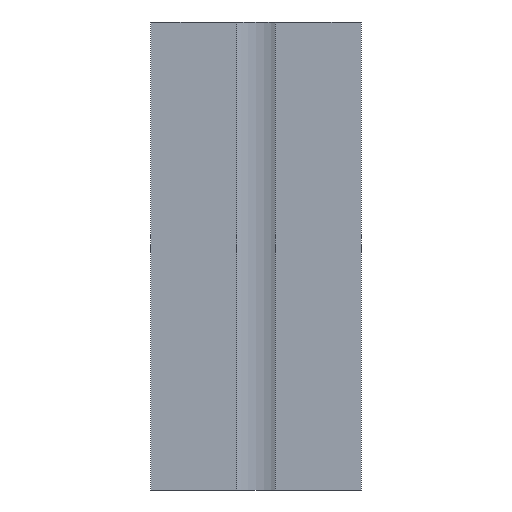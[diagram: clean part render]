
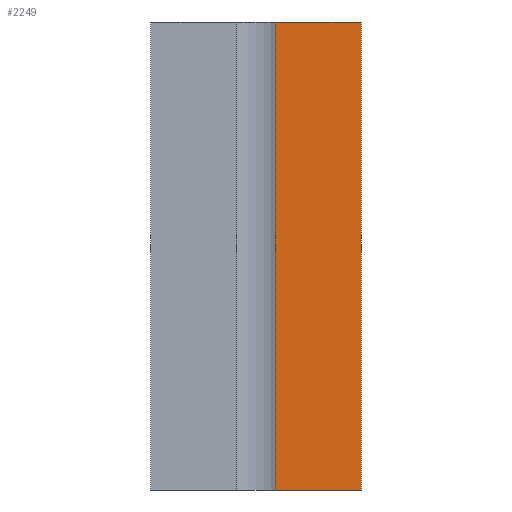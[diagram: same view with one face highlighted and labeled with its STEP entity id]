
A CAD part, front view. The second image highlights one B-rep face of the part: STEP entity #2249.
In plain terms, the highlighted planar face has unit normal (0, -1, 0).
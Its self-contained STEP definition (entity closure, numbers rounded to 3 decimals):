
#2193=CARTESIAN_POINT('',(35.828,3.694,100.0));
#2194=VERTEX_POINT('',#2193);
#2201=CARTESIAN_POINT('',(35.828,3.694,0.0));
#2202=VERTEX_POINT('',#2201);
#2203=CARTESIAN_POINT('',(35.828,3.694,0.0));
#2204=DIRECTION('',(0.0,0.0,1.0));
#2205=VECTOR('',#2204,100.0);
#2206=LINE('',#2203,#2205);
#2207=EDGE_CURVE('',#2202,#2194,#2206,.T.);
#2219=CARTESIAN_POINT('',(35.828,3.694,0.0));
#2220=DIRECTION('',(0.0,-1.0,0.0));
#2221=DIRECTION('',(0.0,0.0,-1.0));
#2222=AXIS2_PLACEMENT_3D('',#2219,#2220,#2221);
#2223=PLANE('',#2222);
#2224=CARTESIAN_POINT('',(17.478,3.694,100.0));
#2225=VERTEX_POINT('',#2224);
#2226=CARTESIAN_POINT('',(35.828,3.694,100.0));
#2227=DIRECTION('',(-1.0,0.0,0.0));
#2228=VECTOR('',#2227,18.35);
#2229=LINE('',#2226,#2228);
#2230=EDGE_CURVE('',#2194,#2225,#2229,.T.);
#2231=ORIENTED_EDGE('',*,*,#2230,.T.);
#2232=CARTESIAN_POINT('',(17.478,3.694,0.0));
#2233=VERTEX_POINT('',#2232);
#2234=CARTESIAN_POINT('',(17.478,3.694,0.0));
#2235=DIRECTION('',(0.0,0.0,1.0));
#2236=VECTOR('',#2235,100.0);
#2237=LINE('',#2234,#2236);
#2238=EDGE_CURVE('',#2233,#2225,#2237,.T.);
#2239=ORIENTED_EDGE('',*,*,#2238,.F.);
#2240=CARTESIAN_POINT('',(17.478,3.694,0.0));
#2241=DIRECTION('',(1.0,0.0,0.0));
#2242=VECTOR('',#2241,18.35);
#2243=LINE('',#2240,#2242);
#2244=EDGE_CURVE('',#2233,#2202,#2243,.T.);
#2245=ORIENTED_EDGE('',*,*,#2244,.T.);
#2246=ORIENTED_EDGE('',*,*,#2207,.T.);
#2247=EDGE_LOOP('',(#2231,#2239,#2245,#2246));
#2248=FACE_OUTER_BOUND('',#2247,.T.);
#2249=ADVANCED_FACE('',(#2248),#2223,.T.);
